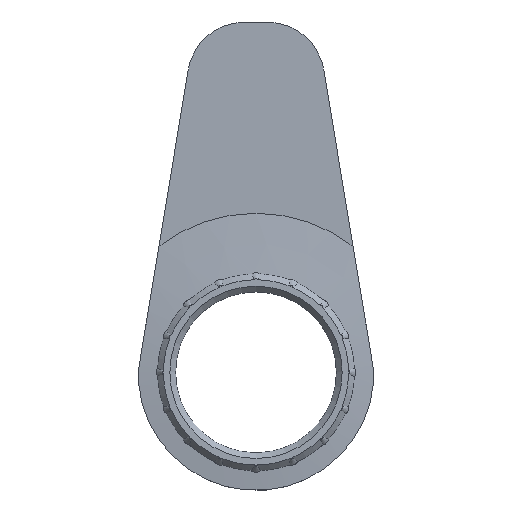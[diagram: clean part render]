
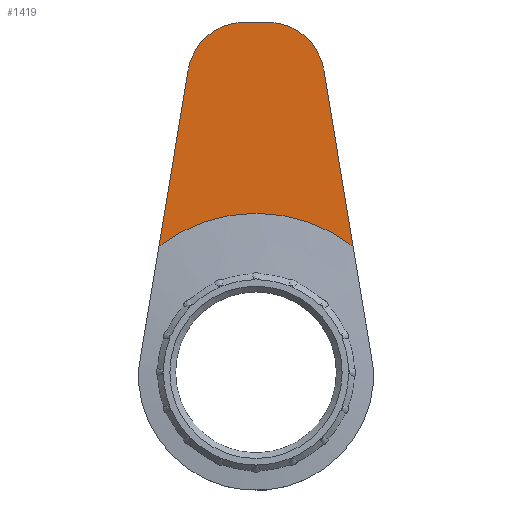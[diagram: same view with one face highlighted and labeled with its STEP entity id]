
A CAD part, top view. The second image highlights one B-rep face of the part: STEP entity #1419.
In plain terms, the highlighted planar face has unit normal (0, 0, 1).
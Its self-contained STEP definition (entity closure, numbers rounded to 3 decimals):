
#20=LINE('',#2897,#36);
#21=LINE('',#2904,#37);
#36=VECTOR('',#1938,10.);
#37=VECTOR('',#1945,10.);
#52=PLANE('',#1601);
#150=FACE_OUTER_BOUND('',#232,.T.);
#232=EDGE_LOOP('',(#1245,#1246,#1247,#1248,#1249,#1250));
#446=CIRCLE('',#1600,44.5);
#447=CIRCLE('',#1602,16.);
#448=CIRCLE('',#1603,98.);
#449=CIRCLE('',#1604,16.);
#594=VERTEX_POINT('',#2881);
#595=VERTEX_POINT('',#2885);
#597=VERTEX_POINT('',#2896);
#598=VERTEX_POINT('',#2898);
#599=VERTEX_POINT('',#2900);
#600=VERTEX_POINT('',#2902);
#814=EDGE_CURVE('',#595,#594,#446,.T.);
#817=EDGE_CURVE('',#597,#594,#20,.T.);
#818=EDGE_CURVE('',#598,#597,#447,.T.);
#819=EDGE_CURVE('',#598,#599,#448,.T.);
#820=EDGE_CURVE('',#600,#599,#449,.T.);
#821=EDGE_CURVE('',#600,#595,#21,.T.);
#1245=ORIENTED_EDGE('',*,*,#814,.T.);
#1246=ORIENTED_EDGE('',*,*,#817,.F.);
#1247=ORIENTED_EDGE('',*,*,#818,.F.);
#1248=ORIENTED_EDGE('',*,*,#819,.T.);
#1249=ORIENTED_EDGE('',*,*,#820,.F.);
#1250=ORIENTED_EDGE('',*,*,#821,.T.);
#1419=ADVANCED_FACE('',(#150),#52,.T.);
#1600=AXIS2_PLACEMENT_3D('',#2886,#1934,#1935);
#1601=AXIS2_PLACEMENT_3D('',#2895,#1936,#1937);
#1602=AXIS2_PLACEMENT_3D('',#2899,#1939,#1940);
#1603=AXIS2_PLACEMENT_3D('',#2901,#1941,#1942);
#1604=AXIS2_PLACEMENT_3D('',#2903,#1943,#1944);
#1934=DIRECTION('center_axis',(0.,0.,-1.));
#1935=DIRECTION('ref_axis',(1.,0.,0.));
#1936=DIRECTION('center_axis',(0.,0.,1.));
#1937=DIRECTION('ref_axis',(1.,0.,0.));
#1938=DIRECTION('',(0.164,-0.987,0.));
#1939=DIRECTION('center_axis',(0.,0.,-1.));
#1940=DIRECTION('ref_axis',(0.661,0.75,0.));
#1941=DIRECTION('center_axis',(0.,0.,1.));
#1942=DIRECTION('ref_axis',(0.173,0.985,0.));
#1943=DIRECTION('center_axis',(0.,0.,-1.));
#1944=DIRECTION('ref_axis',(-0.661,0.75,0.));
#1945=DIRECTION('',(-0.164,-0.987,0.));
#2881=CARTESIAN_POINT('',(27.156,35.254,0.));
#2885=CARTESIAN_POINT('',(-27.156,35.254,0.));
#2886=CARTESIAN_POINT('Origin',(0.,0.,0.));
#2895=CARTESIAN_POINT('Origin',(0.,32.5,0.));
#2896=CARTESIAN_POINT('',(18.983,84.554,0.));
#2897=CARTESIAN_POINT('',(17.,96.514,0.));
#2898=CARTESIAN_POINT('',(3.822,97.925,0.));
#2899=CARTESIAN_POINT('Origin',(3.198,81.938,0.));
#2900=CARTESIAN_POINT('',(-3.822,97.925,0.));
#2901=CARTESIAN_POINT('Origin',(0.,0.,0.));
#2902=CARTESIAN_POINT('',(-18.983,84.554,0.));
#2903=CARTESIAN_POINT('Origin',(-3.198,81.938,0.));
#2904=CARTESIAN_POINT('',(-17.,96.514,0.));
